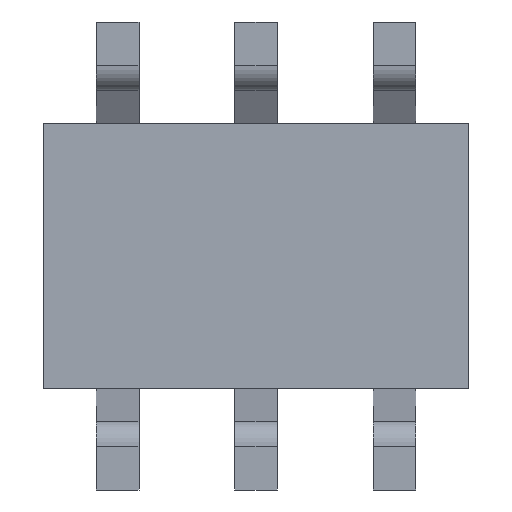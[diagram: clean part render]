
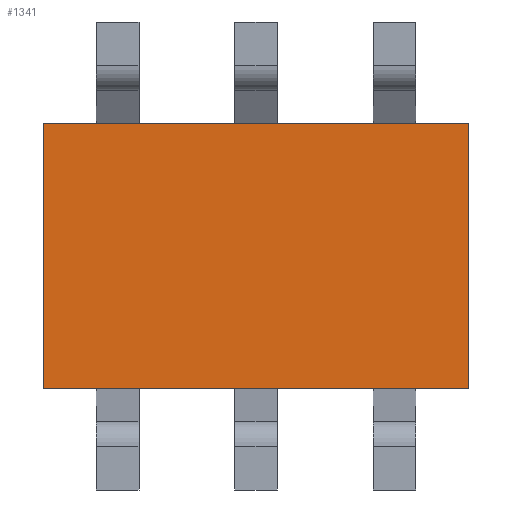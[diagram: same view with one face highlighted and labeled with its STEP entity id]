
A CAD part, front view. The second image highlights one B-rep face of the part: STEP entity #1341.
In plain terms, the highlighted planar face has unit normal (0, -1, 0).
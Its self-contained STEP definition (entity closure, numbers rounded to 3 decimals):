
#133 = CARTESIAN_POINT ( 'NONE',  ( -1., 0.1, 0.625 ) ) ;
#306 = VERTEX_POINT ( 'NONE', #2566 ) ;
#362 = PLANE ( 'NONE',  #1502 ) ;
#370 = LINE ( 'NONE', #1221, #2369 ) ;
#473 = VECTOR ( 'NONE', #2335, 1000. ) ;
#941 = CARTESIAN_POINT ( 'NONE',  ( 1., 0.1, -0.625 ) ) ;
#977 = CARTESIAN_POINT ( 'NONE',  ( 1., 0.1, -0.625 ) ) ;
#1053 = CARTESIAN_POINT ( 'NONE',  ( -1., 0.1, -0.625 ) ) ;
#1071 = LINE ( 'NONE', #1053, #3675 ) ;
#1221 = CARTESIAN_POINT ( 'NONE',  ( 1., 0.1, -0.625 ) ) ;
#1341 = ADVANCED_FACE ( 'NONE', ( #1507 ), #362, .T. ) ;
#1357 = EDGE_CURVE ( 'NONE', #3505, #306, #1071, .T. ) ;
#1488 = ORIENTED_EDGE ( 'NONE', *, *, #2404, .T. ) ;
#1502 = AXIS2_PLACEMENT_3D ( 'NONE', #2207, #3672, #1602 ) ;
#1507 = FACE_OUTER_BOUND ( 'NONE', #3406, .T. ) ;
#1602 = DIRECTION ( 'NONE',  ( 0., 0., -1. ) ) ;
#1890 = ORIENTED_EDGE ( 'NONE', *, *, #3694, .T. ) ;
#1921 = DIRECTION ( 'NONE',  ( -1., 0., 0. ) ) ;
#2031 = ORIENTED_EDGE ( 'NONE', *, *, #2890, .T. ) ;
#2131 = VECTOR ( 'NONE', #1921, 1000. ) ;
#2190 = DIRECTION ( 'NONE',  ( 0., 0., -1. ) ) ;
#2207 = CARTESIAN_POINT ( 'NONE',  ( 1., 0.1, -0.625 ) ) ;
#2224 = VERTEX_POINT ( 'NONE', #977 ) ;
#2313 = LINE ( 'NONE', #941, #473 ) ;
#2335 = DIRECTION ( 'NONE',  ( 1., 0., 0. ) ) ;
#2355 = VERTEX_POINT ( 'NONE', #3531 ) ;
#2369 = VECTOR ( 'NONE', #2905, 1000. ) ;
#2404 = EDGE_CURVE ( 'NONE', #306, #2224, #2313, .T. ) ;
#2566 = CARTESIAN_POINT ( 'NONE',  ( -1., 0.1, -0.625 ) ) ;
#2756 = ORIENTED_EDGE ( 'NONE', *, *, #1357, .T. ) ;
#2890 = EDGE_CURVE ( 'NONE', #2224, #2355, #370, .T. ) ;
#2905 = DIRECTION ( 'NONE',  ( 0., 0., 1. ) ) ;
#3315 = LINE ( 'NONE', #3595, #2131 ) ;
#3406 = EDGE_LOOP ( 'NONE', ( #2756, #1488, #2031, #1890 ) ) ;
#3505 = VERTEX_POINT ( 'NONE', #133 ) ;
#3531 = CARTESIAN_POINT ( 'NONE',  ( 1., 0.1, 0.625 ) ) ;
#3595 = CARTESIAN_POINT ( 'NONE',  ( 1., 0.1, 0.625 ) ) ;
#3672 = DIRECTION ( 'NONE',  ( 0., -1., 0. ) ) ;
#3675 = VECTOR ( 'NONE', #2190, 1000. ) ;
#3694 = EDGE_CURVE ( 'NONE', #2355, #3505, #3315, .T. ) ;
